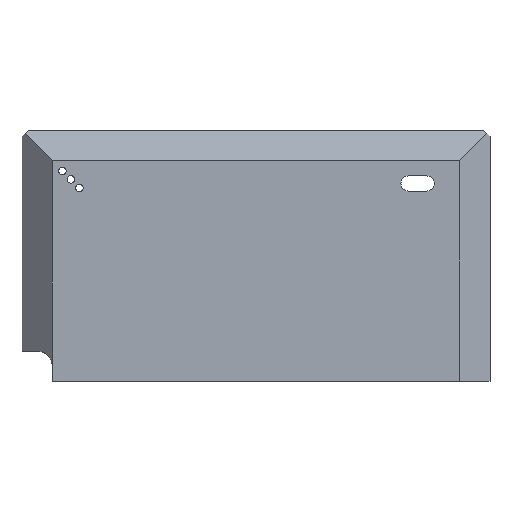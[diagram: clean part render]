
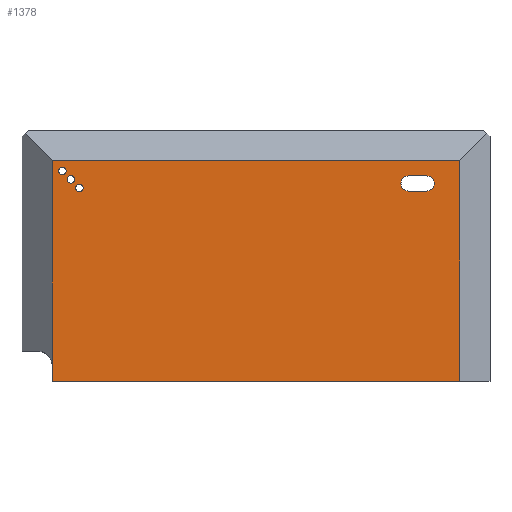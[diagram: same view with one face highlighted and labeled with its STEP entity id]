
A CAD part, top view. The second image highlights one B-rep face of the part: STEP entity #1378.
In plain terms, the highlighted planar face has unit normal (0, 0, 1).
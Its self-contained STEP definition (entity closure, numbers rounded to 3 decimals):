
#32=LINE('',#1947,#166);
#78=LINE('',#2082,#212);
#83=LINE('',#2091,#217);
#90=LINE('',#2107,#224);
#111=LINE('',#2155,#245);
#114=LINE('',#2160,#248);
#116=LINE('',#2170,#250);
#166=VECTOR('',#1553,6.);
#212=VECTOR('',#1659,73.);
#217=VECTOR('',#1666,135.);
#224=VECTOR('',#1679,68.);
#245=VECTOR('',#1716,5.);
#248=VECTOR('',#1723,135.);
#250=VECTOR('',#1735,6.);
#332=PLANE('',#1508);
#354=FACE_BOUND('',#525,.T.);
#355=FACE_BOUND('',#526,.T.);
#356=FACE_BOUND('',#527,.T.);
#357=FACE_BOUND('',#528,.T.);
#430=FACE_OUTER_BOUND('',#524,.T.);
#524=EDGE_LOOP('',(#1265,#1266,#1267,#1268,#1269));
#525=EDGE_LOOP('',(#1270));
#526=EDGE_LOOP('',(#1271));
#527=EDGE_LOOP('',(#1272));
#528=EDGE_LOOP('',(#1273,#1274,#1275,#1276));
#531=CIRCLE('',#1384,1.25);
#533=CIRCLE('',#1387,1.25);
#535=CIRCLE('',#1390,1.25);
#542=CIRCLE('',#1400,2.5);
#563=CIRCLE('',#1446,2.5);
#584=VERTEX_POINT('',#1906);
#586=VERTEX_POINT('',#1911);
#588=VERTEX_POINT('',#1916);
#601=VERTEX_POINT('',#1944);
#602=VERTEX_POINT('',#1946);
#603=VERTEX_POINT('',#1950);
#649=VERTEX_POINT('',#2079);
#650=VERTEX_POINT('',#2081);
#653=VERTEX_POINT('',#2089);
#659=VERTEX_POINT('',#2105);
#678=VERTEX_POINT('',#2153);
#681=VERTEX_POINT('',#2166);
#715=EDGE_CURVE('',#584,#584,#531,.T.);
#717=EDGE_CURVE('',#586,#586,#533,.T.);
#719=EDGE_CURVE('',#588,#588,#535,.T.);
#733=EDGE_CURVE('',#602,#601,#32,.T.);
#736=EDGE_CURVE('',#601,#603,#542,.T.);
#795=EDGE_CURVE('',#649,#650,#78,.T.);
#800=EDGE_CURVE('',#653,#649,#83,.T.);
#808=EDGE_CURVE('',#659,#653,#90,.T.);
#833=EDGE_CURVE('',#678,#659,#111,.T.);
#836=EDGE_CURVE('',#650,#678,#114,.T.);
#839=EDGE_CURVE('',#681,#602,#563,.T.);
#841=EDGE_CURVE('',#603,#681,#116,.T.);
#1265=ORIENTED_EDGE('',*,*,#795,.F.);
#1266=ORIENTED_EDGE('',*,*,#800,.F.);
#1267=ORIENTED_EDGE('',*,*,#808,.F.);
#1268=ORIENTED_EDGE('',*,*,#833,.F.);
#1269=ORIENTED_EDGE('',*,*,#836,.F.);
#1270=ORIENTED_EDGE('',*,*,#715,.T.);
#1271=ORIENTED_EDGE('',*,*,#717,.T.);
#1272=ORIENTED_EDGE('',*,*,#719,.T.);
#1273=ORIENTED_EDGE('',*,*,#841,.T.);
#1274=ORIENTED_EDGE('',*,*,#839,.T.);
#1275=ORIENTED_EDGE('',*,*,#733,.T.);
#1276=ORIENTED_EDGE('',*,*,#736,.T.);
#1378=ADVANCED_FACE('',(#430,#354,#355,#356,#357),#332,.T.);
#1384=AXIS2_PLACEMENT_3D('',#1907,#1516,#1517);
#1387=AXIS2_PLACEMENT_3D('',#1912,#1522,#1523);
#1390=AXIS2_PLACEMENT_3D('',#1917,#1528,#1529);
#1400=AXIS2_PLACEMENT_3D('',#1952,#1558,#1559);
#1446=AXIS2_PLACEMENT_3D('',#2167,#1730,#1731);
#1508=AXIS2_PLACEMENT_3D('',#2305,#1898,#1899);
#1516=DIRECTION('center_axis',(0.,0.,-1.));
#1517=DIRECTION('ref_axis',(1.,0.,0.));
#1522=DIRECTION('center_axis',(0.,0.,-1.));
#1523=DIRECTION('ref_axis',(1.,0.,0.));
#1528=DIRECTION('center_axis',(0.,0.,-1.));
#1529=DIRECTION('ref_axis',(1.,0.,0.));
#1553=DIRECTION('',(-1.,0.,0.));
#1558=DIRECTION('center_axis',(0.,0.,-1.));
#1559=DIRECTION('ref_axis',(-1.,0.,0.));
#1659=DIRECTION('',(0.,-1.,0.));
#1666=DIRECTION('',(1.,0.,0.));
#1679=DIRECTION('',(0.,1.,0.));
#1716=DIRECTION('',(0.,1.,0.));
#1723=DIRECTION('',(-1.,0.,0.));
#1730=DIRECTION('center_axis',(0.,0.,-1.));
#1731=DIRECTION('ref_axis',(-1.,0.,0.));
#1735=DIRECTION('',(1.,0.,0.));
#1898=DIRECTION('center_axis',(0.,0.,1.));
#1899=DIRECTION('ref_axis',(1.,0.,0.));
#1906=CARTESIAN_POINT('',(-62.907,28.157,25.));
#1907=CARTESIAN_POINT('Origin',(-64.157,28.157,25.));
#1911=CARTESIAN_POINT('',(-60.078,25.328,25.));
#1912=CARTESIAN_POINT('Origin',(-61.328,25.328,25.));
#1916=CARTESIAN_POINT('',(-57.25,22.5,25.));
#1917=CARTESIAN_POINT('Origin',(-58.5,22.5,25.));
#1944=CARTESIAN_POINT('',(50.5,21.5,25.));
#1946=CARTESIAN_POINT('',(56.5,21.5,25.));
#1947=CARTESIAN_POINT('',(25.25,21.5,25.));
#1950=CARTESIAN_POINT('',(50.5,26.5,25.));
#1952=CARTESIAN_POINT('Origin',(50.5,24.,25.));
#2079=CARTESIAN_POINT('',(67.5,31.5,25.));
#2081=CARTESIAN_POINT('',(67.5,-41.5,25.));
#2082=CARTESIAN_POINT('',(67.5,20.75,25.));
#2089=CARTESIAN_POINT('',(-67.5,31.5,25.));
#2091=CARTESIAN_POINT('',(-38.75,31.5,25.));
#2105=CARTESIAN_POINT('',(-67.5,-36.5,25.));
#2107=CARTESIAN_POINT('',(-67.5,-20.75,25.));
#2153=CARTESIAN_POINT('',(-67.5,-41.5,25.));
#2155=CARTESIAN_POINT('',(-67.5,-20.75,25.));
#2160=CARTESIAN_POINT('',(-77.5,-41.5,25.));
#2166=CARTESIAN_POINT('',(56.5,26.5,25.));
#2167=CARTESIAN_POINT('Origin',(56.5,24.,25.));
#2170=CARTESIAN_POINT('',(28.25,26.5,25.));
#2305=CARTESIAN_POINT('Origin',(0.,0.,
25.));
